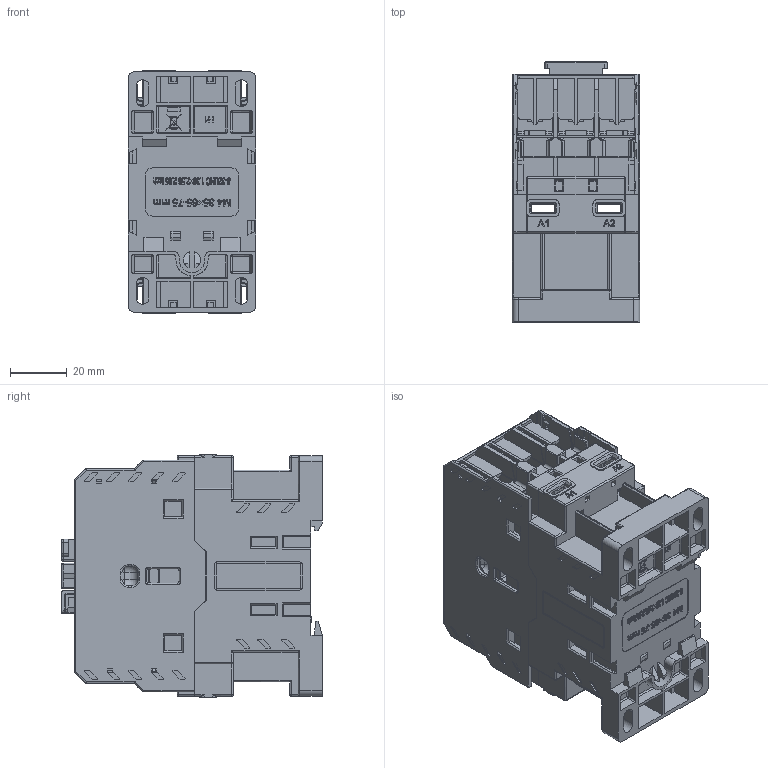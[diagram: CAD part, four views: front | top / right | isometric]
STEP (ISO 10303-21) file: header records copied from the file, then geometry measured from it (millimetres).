
FILE_DESCRIPTION((''),'2;1');
FILE_NAME('PRT0004','2022-03-25T09:37:42',('LESTER'),(''),'CREO PARAMETRIC BY PTC INC, 2018100','CREO PARAMETRIC BY PTC INC, 2018100','');
FILE_SCHEMA(('AUTOMOTIVE_DESIGN { 1 0 10303 214 1 1 1 1 }'));
Products named in the file (1): PRT0004
Bounding box: 45 x 92.2 x 86 mm (x, y, z)
Surface area: 111672.8 mm2 (no closed solid volume)
Topology: 0 solids, 8 shells, 6193 faces, 16869 edges, 10862 vertices
Faces by surface type: plane 3440, cylinder 1354, extrusion 936, torus 179, sphere 140, bspline 96, cone 48
Entity records: 259634 total; most frequent: CARTESIAN_POINT 48831, ORIENTED_EDGE 33738, DIRECTION 28287, EDGE_CURVE 16869, VECTOR 12586, LINE 11650, VERTEX_POINT 10862, FILL_AREA_STYLE_COLOUR 8367
